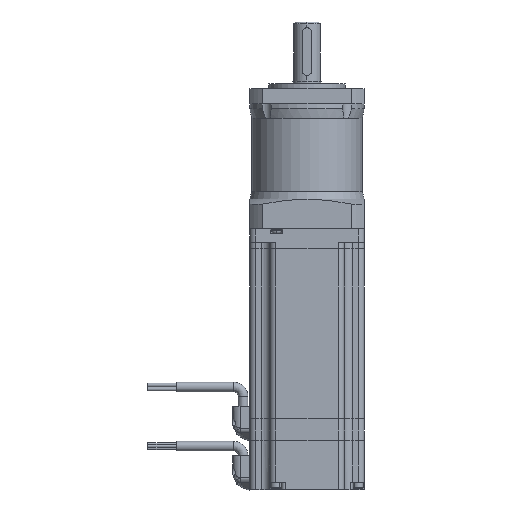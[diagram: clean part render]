
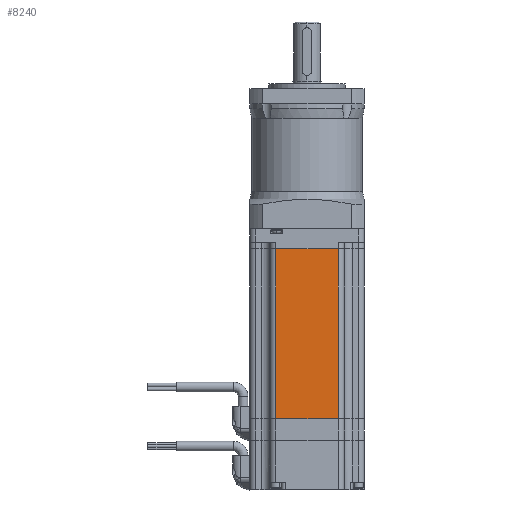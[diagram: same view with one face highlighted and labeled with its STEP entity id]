
A CAD part, front view. The second image highlights one B-rep face of the part: STEP entity #8240.
In plain terms, the highlighted face is planar.
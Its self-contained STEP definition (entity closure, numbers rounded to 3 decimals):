
#132 = CARTESIAN_POINT ( 'NONE',  ( -28.2, 0., -16.1 ) ) ;
#233 = LINE ( 'NONE', #28361, #4995 ) ;
#1847 = CARTESIAN_POINT ( 'NONE',  ( -28.2, 89., 19.9 ) ) ;
#2308 = EDGE_CURVE ( 'NONE', #12436, #3419, #30122, .T. ) ;
#2891 = CARTESIAN_POINT ( 'NONE',  ( -28.2, 89., 16.9 ) ) ;
#3119 = EDGE_CURVE ( 'NONE', #12436, #19084, #233, .T. ) ;
#3419 = VERTEX_POINT ( 'NONE', #2891 ) ;
#3422 = VECTOR ( 'NONE', #11252, 1000. ) ;
#4058 = CARTESIAN_POINT ( 'NONE',  ( -28.2, 0., 16.9 ) ) ;
#4995 = VECTOR ( 'NONE', #14057, 1000. ) ;
#5467 = DIRECTION ( 'NONE',  ( 0., 1., 0. ) ) ;
#5780 = EDGE_CURVE ( 'NONE', #19084, #11765, #13877, .T. ) ;
#5925 = ORIENTED_EDGE ( 'NONE', *, *, #2308, .F. ) ;
#8075 = LINE ( 'NONE', #26539, #9207 ) ;
#8240 = ADVANCED_FACE ( 'NONE', ( #9078 ), #8924, .F. ) ;
#8630 = VECTOR ( 'NONE', #16009, 1000. ) ;
#8924 = PLANE ( 'NONE',  #14682 ) ;
#9078 = FACE_OUTER_BOUND ( 'NONE', #20787, .T. ) ;
#9207 = VECTOR ( 'NONE', #5467, 1000. ) ;
#9966 = ORIENTED_EDGE ( 'NONE', *, *, #5780, .T. ) ;
#11252 = DIRECTION ( 'NONE',  ( 0., 0., 1. ) ) ;
#11765 = VERTEX_POINT ( 'NONE', #4058 ) ;
#12436 = VERTEX_POINT ( 'NONE', #27379 ) ;
#13877 = LINE ( 'NONE', #30167, #8630 ) ;
#14057 = DIRECTION ( 'NONE',  ( 0., -1., 0. ) ) ;
#14682 = AXIS2_PLACEMENT_3D ( 'NONE', #18276, #27686, #30120 ) ;
#16009 = DIRECTION ( 'NONE',  ( 0., 0., 1. ) ) ;
#18276 = CARTESIAN_POINT ( 'NONE',  ( -28.2, 89., 19.9 ) ) ;
#19084 = VERTEX_POINT ( 'NONE', #132 ) ;
#20787 = EDGE_LOOP ( 'NONE', ( #5925, #27594, #9966, #27957 ) ) ;
#26539 = CARTESIAN_POINT ( 'NONE',  ( -28.2, 89., 16.9 ) ) ;
#27379 = CARTESIAN_POINT ( 'NONE',  ( -28.2, 89., -16.1 ) ) ;
#27594 = ORIENTED_EDGE ( 'NONE', *, *, #3119, .T. ) ;
#27686 = DIRECTION ( 'NONE',  ( 1., 0., 0. ) ) ;
#27957 = ORIENTED_EDGE ( 'NONE', *, *, #29747, .T. ) ;
#28361 = CARTESIAN_POINT ( 'NONE',  ( -28.2, 89., -16.1 ) ) ;
#29747 = EDGE_CURVE ( 'NONE', #11765, #3419, #8075, .T. ) ;
#30120 = DIRECTION ( 'NONE',  ( 0., 0., -1. ) ) ;
#30122 = LINE ( 'NONE', #1847, #3422 ) ;
#30167 = CARTESIAN_POINT ( 'NONE',  ( -28.2, 0., 19.9 ) ) ;
